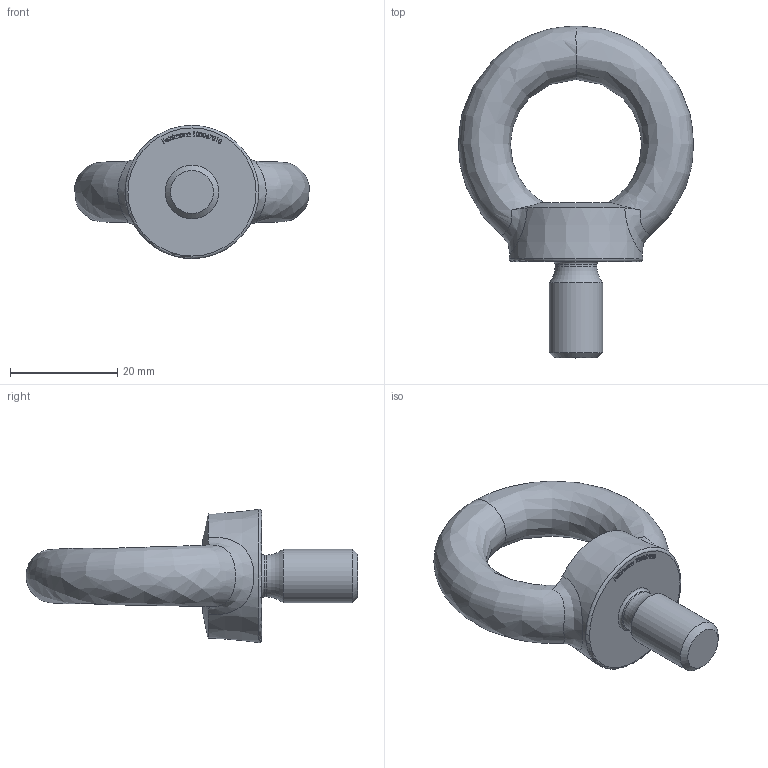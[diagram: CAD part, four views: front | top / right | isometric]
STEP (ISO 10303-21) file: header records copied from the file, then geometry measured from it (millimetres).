
FILE_DESCRIPTION (( 'STEP AP203' ), '1' );
FILE_NAME ('100067010.step', '2021-11-30T14:42:37', ( '' ), ( '' ), 'SwSTEP 2.0', 'SolidWorks 2018', '' );
FILE_SCHEMA (( 'CONFIG_CONTROL_DESIGN' ));
Length unit declared in the file: millimetre
Products named in the file (2): 100067010
Bounding box: 43.9 x 62 x 24.91 mm (x, y, z)
Volume: 13216.1 mm3; surface area: 4815.4 mm2
Topology: 1 solids, 1 shells, 219 faces, 572 edges, 381 vertices
Faces by surface type: bspline 106, plane 104, cone 4, torus 3, cylinder 2
Full cylindrical faces by diameter (mm): 7.8 x1, 10 x1
Entity records: 14525 total; most frequent: CARTESIAN_POINT 9774, ORIENTED_EDGE 1116, DIRECTION 583, EDGE_CURVE 558, VERTEX_POINT 375, LINE 327, VECTOR 327, EDGE_LOOP 255
